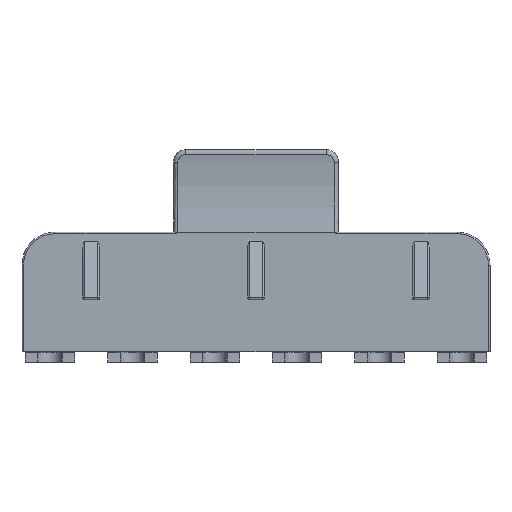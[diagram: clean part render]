
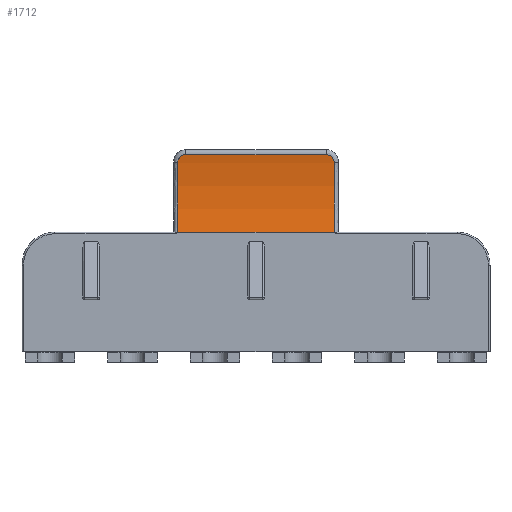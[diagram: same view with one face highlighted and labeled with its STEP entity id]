
A CAD part, front view. The second image highlights one B-rep face of the part: STEP entity #1712.
In plain terms, the highlighted cylindrical face has radius 25.974 mm (diameter 51.948 mm), a partial arc.
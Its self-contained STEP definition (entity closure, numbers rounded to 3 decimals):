
#284 = DIRECTION ( 'NONE',  ( 0., 0., -1. ) ) ;
#326 = DIRECTION ( 'NONE',  ( -1., 0., 0. ) ) ;
#530 = VERTEX_POINT ( 'NONE', #9376 ) ;
#535 = CARTESIAN_POINT ( 'NONE',  ( 22.288, 26.836, 88.469 ) ) ;
#831 = CARTESIAN_POINT ( 'NONE',  ( -15.812, 52.324, 83.469 ) ) ;
#958 = CARTESIAN_POINT ( 'NONE',  ( 21.419, 52.432, 92.884 ) ) ;
#985 = CARTESIAN_POINT ( 'NONE',  ( 4.288, 52.432, 92.884 ) ) ;
#1012 = CYLINDRICAL_SURFACE ( 'NONE', #6174, 25.974 ) ;
#1152 = CARTESIAN_POINT ( 'NONE',  ( 21.551, 52.436, 92.858 ) ) ;
#1161 = ORIENTED_EDGE ( 'NONE', *, *, #4033, .F. ) ;
#1356 = FACE_OUTER_BOUND ( 'NONE', #2371, .T. ) ;
#1573 = VERTEX_POINT ( 'NONE', #4358 ) ;
#1606 = CIRCLE ( 'NONE', #8969, 25.974 ) ;
#1651 = ORIENTED_EDGE ( 'NONE', *, *, #3862, .F. ) ;
#1712 = ADVANCED_FACE ( 'NONE', ( #1356 ), #1012, .F. ) ;
#1838 = VECTOR ( 'NONE', #4863, 1000. ) ;
#1861 = CIRCLE ( 'NONE', #3857, 25.974 ) ;
#1930 = LINE ( 'NONE', #4957, #1838 ) ;
#2371 = EDGE_LOOP ( 'NONE', ( #1161, #8915, #6149, #1651, #9294, #2962 ) ) ;
#2405 = B_SPLINE_CURVE_WITH_KNOTS ( 'NONE', 3,
 ( #9427, #9598, #9568, #9589, #9556, #9525, #9365, #9341, #9296, #9272, #9242, #9214 ),
 .UNSPECIFIED., .F., .F.,
 ( 4, 2, 2, 2, 2, 4 ),
 ( 0., 0.25, 0.375, 0.5, 0.75, 1. ),
 .UNSPECIFIED. ) ;
#2669 = VERTEX_POINT ( 'NONE', #985 ) ;
#2713 = VECTOR ( 'NONE', #4686, 1000. ) ;
#2962 = ORIENTED_EDGE ( 'NONE', *, *, #3961, .F. ) ;
#3311 = CARTESIAN_POINT ( 'NONE',  ( 21.288, 52.432, 92.884 ) ) ;
#3462 = DIRECTION ( 'NONE',  ( 0., 0., -1. ) ) ;
#3477 = CARTESIAN_POINT ( 'NONE',  ( 2.788, 26.836, 88.469 ) ) ;
#3547 = DIRECTION ( 'NONE',  ( 1., 0., 0. ) ) ;
#3857 = AXIS2_PLACEMENT_3D ( 'NONE', #5914, #5880, #5843 ) ;
#3862 = EDGE_CURVE ( 'NONE', #4902, #1573, #6766, .T. ) ;
#3961 = EDGE_CURVE ( 'NONE', #4149, #2669, #2405, .T. ) ;
#4033 = EDGE_CURVE ( 'NONE', #8758, #4149, #1861, .T. ) ;
#4047 = EDGE_CURVE ( 'NONE', #2669, #4902, #1930, .T. ) ;
#4107 = EDGE_CURVE ( 'NONE', #1573, #530, #1606, .T. ) ;
#4149 = VERTEX_POINT ( 'NONE', #5949 ) ;
#4204 = LINE ( 'NONE', #831, #2713 ) ;
#4358 = CARTESIAN_POINT ( 'NONE',  ( 22.288, 52.582, 91.903 ) ) ;
#4686 = DIRECTION ( 'NONE',  ( -1., 0., 0. ) ) ;
#4773 = EDGE_CURVE ( 'NONE', #530, #8758, #4204, .T. ) ;
#4863 = DIRECTION ( 'NONE',  ( 1., 0., 0. ) ) ;
#4902 = VERTEX_POINT ( 'NONE', #8623 ) ;
#4957 = CARTESIAN_POINT ( 'NONE',  ( 2.788, 52.432, 92.884 ) ) ;
#5843 = DIRECTION ( 'NONE',  ( 0., 0., -1. ) ) ;
#5880 = DIRECTION ( 'NONE',  ( 1., 0., 0. ) ) ;
#5914 = CARTESIAN_POINT ( 'NONE',  ( 3.288, 26.836, 88.469 ) ) ;
#5949 = CARTESIAN_POINT ( 'NONE',  ( 3.288, 52.582, 91.903 ) ) ;
#6149 = ORIENTED_EDGE ( 'NONE', *, *, #4107, .F. ) ;
#6174 = AXIS2_PLACEMENT_3D ( 'NONE', #3477, #3547, #3462 ) ;
#6519 = CARTESIAN_POINT ( 'NONE',  ( 22.288, 52.582, 91.903 ) ) ;
#6558 = CARTESIAN_POINT ( 'NONE',  ( 22.288, 52.565, 92.031 ) ) ;
#6589 = CARTESIAN_POINT ( 'NONE',  ( 22.261, 52.546, 92.16 ) ) ;
#6689 = CARTESIAN_POINT ( 'NONE',  ( 22.162, 52.512, 92.395 ) ) ;
#6719 = CARTESIAN_POINT ( 'NONE',  ( 22.088, 52.494, 92.504 ) ) ;
#6750 = CARTESIAN_POINT ( 'NONE',  ( 21.95, 52.473, 92.64 ) ) ;
#6766 = B_SPLINE_CURVE_WITH_KNOTS ( 'NONE', 3,
 ( #3311, #958, #1152, #8604, #7099, #7066, #6750, #6719, #6689, #6589, #6558, #6519 ),
 .UNSPECIFIED., .F., .F.,
 ( 4, 2, 2, 2, 2, 4 ),
 ( 0., 0.25, 0.375, 0.5, 0.75, 1. ),
 .UNSPECIFIED. ) ;
#7066 = CARTESIAN_POINT ( 'NONE',  ( 21.899, 52.466, 92.682 ) ) ;
#7099 = CARTESIAN_POINT ( 'NONE',  ( 21.79, 52.454, 92.753 ) ) ;
#8604 = CARTESIAN_POINT ( 'NONE',  ( 21.733, 52.449, 92.784 ) ) ;
#8623 = CARTESIAN_POINT ( 'NONE',  ( 21.288, 52.432, 92.884 ) ) ;
#8758 = VERTEX_POINT ( 'NONE', #9069 ) ;
#8915 = ORIENTED_EDGE ( 'NONE', *, *, #4773, .F. ) ;
#8969 = AXIS2_PLACEMENT_3D ( 'NONE', #535, #326, #284 ) ;
#9069 = CARTESIAN_POINT ( 'NONE',  ( 3.288, 52.324, 83.469 ) ) ;
#9214 = CARTESIAN_POINT ( 'NONE',  ( 4.288, 52.432, 92.884 ) ) ;
#9242 = CARTESIAN_POINT ( 'NONE',  ( 4.155, 52.432, 92.884 ) ) ;
#9272 = CARTESIAN_POINT ( 'NONE',  ( 4.023, 52.436, 92.857 ) ) ;
#9294 = ORIENTED_EDGE ( 'NONE', *, *, #4047, .F. ) ;
#9296 = CARTESIAN_POINT ( 'NONE',  ( 3.782, 52.453, 92.759 ) ) ;
#9341 = CARTESIAN_POINT ( 'NONE',  ( 3.671, 52.465, 92.685 ) ) ;
#9365 = CARTESIAN_POINT ( 'NONE',  ( 3.533, 52.487, 92.549 ) ) ;
#9376 = CARTESIAN_POINT ( 'NONE',  ( 22.288, 52.324, 83.469 ) ) ;
#9427 = CARTESIAN_POINT ( 'NONE',  ( 3.288, 52.582, 91.903 ) ) ;
#9525 = CARTESIAN_POINT ( 'NONE',  ( 3.491, 52.495, 92.499 ) ) ;
#9556 = CARTESIAN_POINT ( 'NONE',  ( 3.419, 52.512, 92.392 ) ) ;
#9568 = CARTESIAN_POINT ( 'NONE',  ( 3.313, 52.547, 92.158 ) ) ;
#9589 = CARTESIAN_POINT ( 'NONE',  ( 3.388, 52.52, 92.336 ) ) ;
#9598 = CARTESIAN_POINT ( 'NONE',  ( 3.288, 52.565, 92.031 ) ) ;
